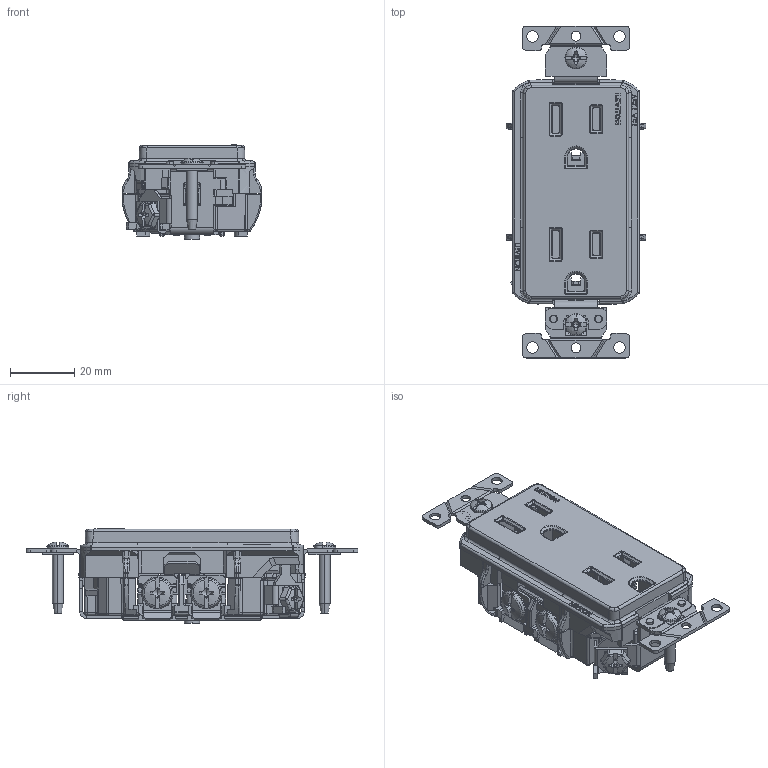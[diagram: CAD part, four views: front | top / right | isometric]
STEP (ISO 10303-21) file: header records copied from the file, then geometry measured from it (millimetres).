
FILE_DESCRIPTION (( 'STEP AP214' ), '1' );
FILE_NAME ('CATSTD-WTD15-XXX-M01.STEP', '2020-10-29T18:04:22', ( '' ), ( '' ), 'SwSTEP 2.0', 'SolidWorks 2020', '' );
FILE_SCHEMA (( 'AUTOMOTIVE_DESIGN' ));
Length unit declared in the file: inch
Products named in the file (1): CATSTD-WTD15-XXX-M01
Bounding box: 43.43 x 103.17 x 29.49 mm (x, y, z)
Volume: 18279.4 mm3; surface area: 31553.7 mm2
Topology: 21 solids, 27 shells, 3670 faces, 9559 edges, 6082 vertices
Faces by surface type: plane 2192, cylinder 815, bspline 365, cone 129, torus 114, sphere 55
Entity records: 167369 total; most frequent: CARTESIAN_POINT 34273, ORIENTED_EDGE 19052, DIRECTION 16416, EDGE_CURVE 9526, VECTOR 6178, LINE 6178, VERTEX_POINT 6082, AXIS2_PLACEMENT_3D 5119
